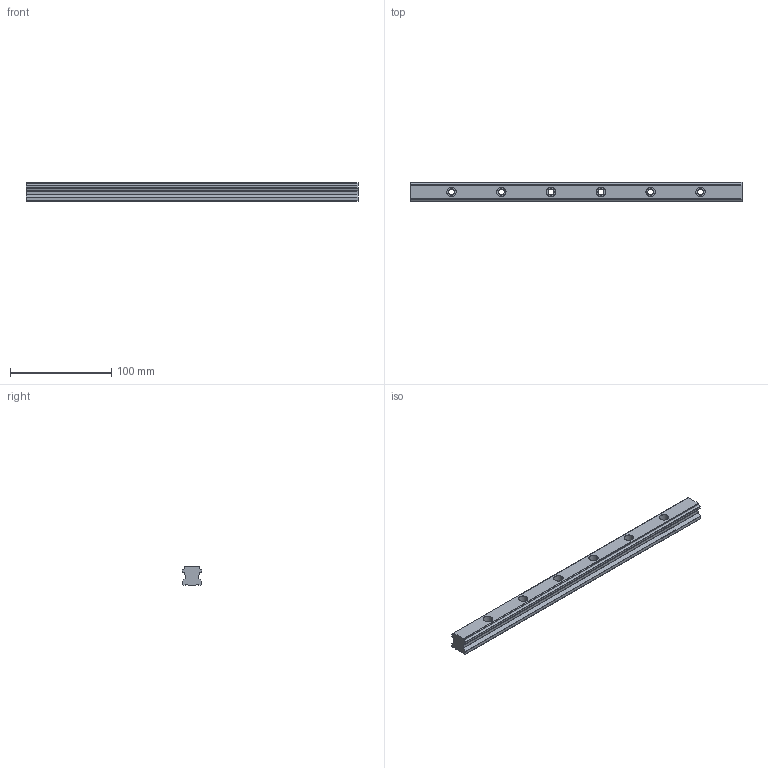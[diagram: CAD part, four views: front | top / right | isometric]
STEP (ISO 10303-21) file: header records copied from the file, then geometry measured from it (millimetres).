
FILE_DESCRIPTION(('FreeCAD Model'),'2;1');
FILE_NAME('Open CASCADE Shape Model','2025-05-02T03:18:05',('FreeCAD'),( 'FreeCAD'),'Open CASCADE STEP processor 7.6','FreeCAD','Unknown');
FILE_SCHEMA(('AUTOMOTIVE_DESIGN { 1 0 10303 214 1 1 1 1 }'));
Length unit declared in the file: millimetre
Products named in the file (1): Open CASCADE STEP translator 7.6 1
Bounding box: 328.64 x 18.9 x 18.08 mm (x, y, z)
Volume: 91461.8 mm3; surface area: 27658.8 mm2
Topology: 1 solids, 1 shells, 124 faces, 312 edges, 196 vertices
Faces by surface type: bspline 124
Entity records: 3810 total; most frequent: CARTESIAN_POINT 2057, ORIENTED_EDGE 624, EDGE_CURVE 312, VERTEX_POINT 196, B_SPLINE_CURVE_WITH_KNOTS 164, FACE_BOUND 142, EDGE_LOOP 142, ADVANCED_FACE 124
